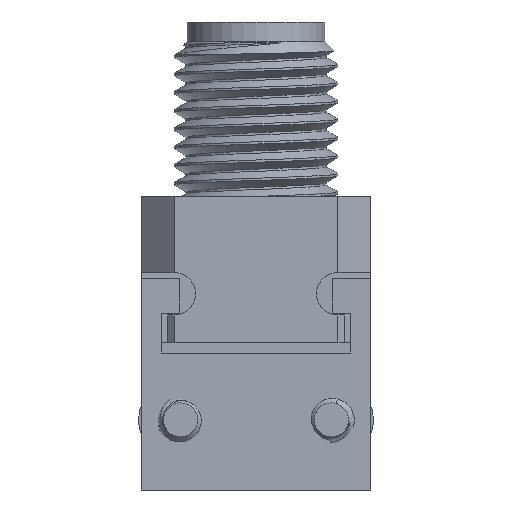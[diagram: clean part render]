
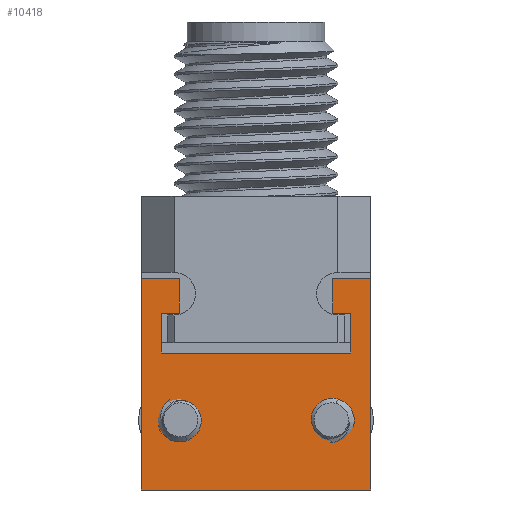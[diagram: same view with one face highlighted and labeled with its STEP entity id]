
A CAD part, front view. The second image highlights one B-rep face of the part: STEP entity #10418.
In plain terms, the highlighted planar face has unit normal (0, -1, 0).
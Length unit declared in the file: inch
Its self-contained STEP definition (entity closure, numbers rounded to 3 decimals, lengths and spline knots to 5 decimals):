
#44 = DIRECTION ( 'NONE',  ( 1., 0., 0. ) ) ;
#73 = VERTEX_POINT ( 'NONE', #3631 ) ;
#82 = EDGE_LOOP ( 'NONE', ( #1641, #6336, #2957, #9158, #1708, #1352, #10128, #6459, #285, #4480, #9229, #2297 ) ) ;
#164 = AXIS2_PLACEMENT_3D ( 'NONE', #8839, #6505, #5599 ) ;
#265 = CARTESIAN_POINT ( 'NONE',  ( 0.115, -0.059, -0.08375 ) ) ;
#285 = ORIENTED_EDGE ( 'NONE', *, *, #8022, .F. ) ;
#333 = VERTEX_POINT ( 'NONE', #4601 ) ;
#460 = FACE_BOUND ( 'NONE', #6327, .T. ) ;
#521 = ORIENTED_EDGE ( 'NONE', *, *, #2414, .F. ) ;
#649 = DIRECTION ( 'NONE',  ( -1., 0., 0. ) ) ;
#681 = VECTOR ( 'NONE', #5065, 39.37008 ) ;
#715 = EDGE_CURVE ( 'NONE', #9810, #4424, #3882, .T. ) ;
#852 = DIRECTION ( 'NONE',  ( 0., -1., 0. ) ) ;
#889 = CARTESIAN_POINT ( 'NONE',  ( -0.175, -0.059, -0.161 ) ) ;
#1123 = DIRECTION ( 'NONE',  ( 0., -1., 0. ) ) ;
#1280 = CARTESIAN_POINT ( 'NONE',  ( -0.115, -0.059, -0.02425 ) ) ;
#1352 = ORIENTED_EDGE ( 'NONE', *, *, #715, .F. ) ;
#1441 = CARTESIAN_POINT ( 'NONE',  ( 0., -0.059, 0.109 ) ) ;
#1470 = EDGE_CURVE ( 'NONE', #7476, #7436, #2985, .T. ) ;
#1604 = DIRECTION ( 'NONE',  ( -1., 0., 0. ) ) ;
#1641 = ORIENTED_EDGE ( 'NONE', *, *, #9941, .F. ) ;
#1657 = EDGE_CURVE ( 'NONE', #3383, #7476, #1718, .T. ) ;
#1708 = ORIENTED_EDGE ( 'NONE', *, *, #10272, .F. ) ;
#1718 = LINE ( 'NONE', #2480, #10203 ) ;
#1765 = ORIENTED_EDGE ( 'NONE', *, *, #3838, .F. ) ;
#1872 = DIRECTION ( 'NONE',  ( 0., 0., -1. ) ) ;
#1902 = LINE ( 'NONE', #4142, #9238 ) ;
#1942 = DIRECTION ( 'NONE',  ( 0., 0., -1. ) ) ;
#1950 = AXIS2_PLACEMENT_3D ( 'NONE', #4665, #7927, #7078 ) ;
#1966 = AXIS2_PLACEMENT_3D ( 'NONE', #8335, #7412, #3511 ) ;
#2033 = EDGE_LOOP ( 'NONE', ( #8066, #1765 ) ) ;
#2039 = LINE ( 'NONE', #8807, #5469 ) ;
#2079 = LINE ( 'NONE', #889, #8015 ) ;
#2166 = LINE ( 'NONE', #4945, #4050 ) ;
#2297 = ORIENTED_EDGE ( 'NONE', *, *, #1657, .F. ) ;
#2414 = EDGE_CURVE ( 'NONE', #4671, #4721, #9809, .T. ) ;
#2480 = CARTESIAN_POINT ( 'NONE',  ( -0.175, -0.059, 0.161 ) ) ;
#2564 = CARTESIAN_POINT ( 'NONE',  ( 0., -0.059, 0. ) ) ;
#2957 = ORIENTED_EDGE ( 'NONE', *, *, #8564, .F. ) ;
#2985 = LINE ( 'NONE', #3260, #6164 ) ;
#3099 = EDGE_CURVE ( 'NONE', #73, #5702, #7011, .T. ) ;
#3260 = CARTESIAN_POINT ( 'NONE',  ( 0.175, -0.059, 0.161 ) ) ;
#3335 = LINE ( 'NONE', #8608, #4351 ) ;
#3337 = CARTESIAN_POINT ( 'NONE',  ( 0., -0.059, 0.048 ) ) ;
#3383 = VERTEX_POINT ( 'NONE', #6084 ) ;
#3511 = DIRECTION ( 'NONE',  ( 0., 0., -1. ) ) ;
#3518 = VECTOR ( 'NONE', #10275, 39.37008 ) ;
#3628 = CARTESIAN_POINT ( 'NONE',  ( -0.175, -0.059, 0.161 ) ) ;
#3631 = CARTESIAN_POINT ( 'NONE',  ( 0.115, -0.059, -0.02425 ) ) ;
#3795 = CARTESIAN_POINT ( 'NONE',  ( -0.1445, -0.059, 0. ) ) ;
#3838 = EDGE_CURVE ( 'NONE', #5702, #73, #7507, .T. ) ;
#3882 = LINE ( 'NONE', #1441, #8430 ) ;
#3938 = VECTOR ( 'NONE', #9624, 39.37008 ) ;
#4041 = CARTESIAN_POINT ( 'NONE',  ( 0.117, -0.059, 0. ) ) ;
#4050 = VECTOR ( 'NONE', #1872, 39.37008 ) ;
#4142 = CARTESIAN_POINT ( 'NONE',  ( 0.1445, -0.059, 0. ) ) ;
#4143 = AXIS2_PLACEMENT_3D ( 'NONE', #10078, #1123, #1942 ) ;
#4147 = FACE_BOUND ( 'NONE', #2033, .T. ) ;
#4252 = CARTESIAN_POINT ( 'NONE',  ( 0.1445, -0.059, 0.109 ) ) ;
#4308 = EDGE_CURVE ( 'NONE', #333, #8383, #5031, .T. ) ;
#4351 = VECTOR ( 'NONE', #649, 39.37008 ) ;
#4424 = VERTEX_POINT ( 'NONE', #8420 ) ;
#4480 = ORIENTED_EDGE ( 'NONE', *, *, #5588, .F. ) ;
#4592 = CARTESIAN_POINT ( 'NONE',  ( 0.175, -0.059, -0.161 ) ) ;
#4601 = CARTESIAN_POINT ( 'NONE',  ( -0.1445, -0.059, 0.048 ) ) ;
#4665 = CARTESIAN_POINT ( 'NONE',  ( -0.115, -0.059, -0.054 ) ) ;
#4671 = VERTEX_POINT ( 'NONE', #1280 ) ;
#4672 = FACE_OUTER_BOUND ( 'NONE', #82, .T. ) ;
#4709 = VERTEX_POINT ( 'NONE', #7138 ) ;
#4721 = VERTEX_POINT ( 'NONE', #8629 ) ;
#4744 = CARTESIAN_POINT ( 'NONE',  ( -0.117, -0.059, 0.109 ) ) ;
#4775 = VERTEX_POINT ( 'NONE', #7849 ) ;
#4945 = CARTESIAN_POINT ( 'NONE',  ( -0.117, -0.059, 0. ) ) ;
#4947 = DIRECTION ( 'NONE',  ( 0., 0., -1. ) ) ;
#4984 = DIRECTION ( 'NONE',  ( 0., 0., 1. ) ) ;
#4988 = PLANE ( 'NONE',  #10487 ) ;
#5031 = LINE ( 'NONE', #3337, #681 ) ;
#5065 = DIRECTION ( 'NONE',  ( 1., 0., 0. ) ) ;
#5375 = CARTESIAN_POINT ( 'NONE',  ( -0.175, -0.059, -0.161 ) ) ;
#5469 = VECTOR ( 'NONE', #10444, 39.37008 ) ;
#5513 = CARTESIAN_POINT ( 'NONE',  ( 0.175, -0.059, 0.161 ) ) ;
#5588 = EDGE_CURVE ( 'NONE', #7436, #9639, #2079, .T. ) ;
#5597 = LINE ( 'NONE', #8878, #3938 ) ;
#5599 = DIRECTION ( 'NONE',  ( 0., 0., -1. ) ) ;
#5702 = VERTEX_POINT ( 'NONE', #265 ) ;
#6007 = EDGE_CURVE ( 'NONE', #4721, #4671, #8772, .T. ) ;
#6084 = CARTESIAN_POINT ( 'NONE',  ( 0.117, -0.059, 0.161 ) ) ;
#6149 = EDGE_CURVE ( 'NONE', #10490, #4709, #3335, .T. ) ;
#6164 = VECTOR ( 'NONE', #7255, 39.37008 ) ;
#6327 = EDGE_LOOP ( 'NONE', ( #521, #6349 ) ) ;
#6336 = ORIENTED_EDGE ( 'NONE', *, *, #6149, .F. ) ;
#6349 = ORIENTED_EDGE ( 'NONE', *, *, #6007, .F. ) ;
#6459 = ORIENTED_EDGE ( 'NONE', *, *, #7886, .F. ) ;
#6505 = DIRECTION ( 'NONE',  ( 0., -1., 0. ) ) ;
#6978 = DIRECTION ( 'NONE',  ( -1., 0., 0. ) ) ;
#7011 = CIRCLE ( 'NONE', #164, 0.02975 ) ;
#7064 = VECTOR ( 'NONE', #10524, 39.37008 ) ;
#7078 = DIRECTION ( 'NONE',  ( 0., 0., -1. ) ) ;
#7138 = CARTESIAN_POINT ( 'NONE',  ( 0.117, -0.059, 0.109 ) ) ;
#7255 = DIRECTION ( 'NONE',  ( 0., 0., -1. ) ) ;
#7412 = DIRECTION ( 'NONE',  ( 0., -1., 0. ) ) ;
#7436 = VERTEX_POINT ( 'NONE', #4592 ) ;
#7476 = VERTEX_POINT ( 'NONE', #5513 ) ;
#7507 = CIRCLE ( 'NONE', #1966, 0.02975 ) ;
#7571 = LINE ( 'NONE', #4041, #7064 ) ;
#7849 = CARTESIAN_POINT ( 'NONE',  ( -0.117, -0.059, 0.161 ) ) ;
#7886 = EDGE_CURVE ( 'NONE', #9533, #4775, #5597, .T. ) ;
#7927 = DIRECTION ( 'NONE',  ( 0., -1., 0. ) ) ;
#8015 = VECTOR ( 'NONE', #1604, 39.37008 ) ;
#8022 = EDGE_CURVE ( 'NONE', #9639, #9533, #2039, .T. ) ;
#8066 = ORIENTED_EDGE ( 'NONE', *, *, #3099, .F. ) ;
#8335 = CARTESIAN_POINT ( 'NONE',  ( 0.115, -0.059, -0.054 ) ) ;
#8383 = VERTEX_POINT ( 'NONE', #9326 ) ;
#8420 = CARTESIAN_POINT ( 'NONE',  ( -0.1445, -0.059, 0.109 ) ) ;
#8430 = VECTOR ( 'NONE', #6978, 39.37008 ) ;
#8564 = EDGE_CURVE ( 'NONE', #8383, #10490, #1902, .T. ) ;
#8608 = CARTESIAN_POINT ( 'NONE',  ( 0., -0.059, 0.109 ) ) ;
#8629 = CARTESIAN_POINT ( 'NONE',  ( -0.115, -0.059, -0.08375 ) ) ;
#8712 = EDGE_CURVE ( 'NONE', #4775, #9810, #2166, .T. ) ;
#8772 = CIRCLE ( 'NONE', #4143, 0.02975 ) ;
#8807 = CARTESIAN_POINT ( 'NONE',  ( -0.175, -0.059, 0.161 ) ) ;
#8839 = CARTESIAN_POINT ( 'NONE',  ( 0.115, -0.059, -0.054 ) ) ;
#8878 = CARTESIAN_POINT ( 'NONE',  ( -0.175, -0.059, 0.161 ) ) ;
#9158 = ORIENTED_EDGE ( 'NONE', *, *, #4308, .F. ) ;
#9221 = LINE ( 'NONE', #3795, #3518 ) ;
#9229 = ORIENTED_EDGE ( 'NONE', *, *, #1470, .F. ) ;
#9238 = VECTOR ( 'NONE', #4984, 39.37008 ) ;
#9326 = CARTESIAN_POINT ( 'NONE',  ( 0.1445, -0.059, 0.048 ) ) ;
#9533 = VERTEX_POINT ( 'NONE', #3628 ) ;
#9624 = DIRECTION ( 'NONE',  ( 1., 0., 0. ) ) ;
#9639 = VERTEX_POINT ( 'NONE', #5375 ) ;
#9809 = CIRCLE ( 'NONE', #1950, 0.02975 ) ;
#9810 = VERTEX_POINT ( 'NONE', #4744 ) ;
#9941 = EDGE_CURVE ( 'NONE', #4709, #3383, #7571, .T. ) ;
#10078 = CARTESIAN_POINT ( 'NONE',  ( -0.115, -0.059, -0.054 ) ) ;
#10128 = ORIENTED_EDGE ( 'NONE', *, *, #8712, .F. ) ;
#10203 = VECTOR ( 'NONE', #44, 39.37008 ) ;
#10272 = EDGE_CURVE ( 'NONE', #4424, #333, #9221, .T. ) ;
#10275 = DIRECTION ( 'NONE',  ( 0., 0., -1. ) ) ;
#10418 = ADVANCED_FACE ( 'NONE', ( #460, #4147, #4672 ), #4988, .T. ) ;
#10444 = DIRECTION ( 'NONE',  ( 0., 0., 1. ) ) ;
#10487 = AXIS2_PLACEMENT_3D ( 'NONE', #2564, #852, #4947 ) ;
#10490 = VERTEX_POINT ( 'NONE', #4252 ) ;
#10524 = DIRECTION ( 'NONE',  ( 0., 0., 1. ) ) ;
